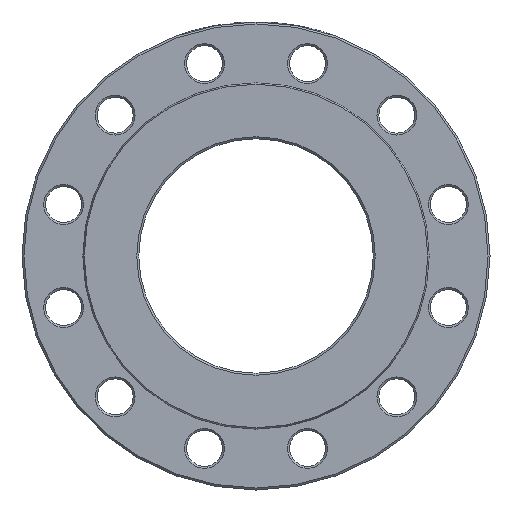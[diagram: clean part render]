
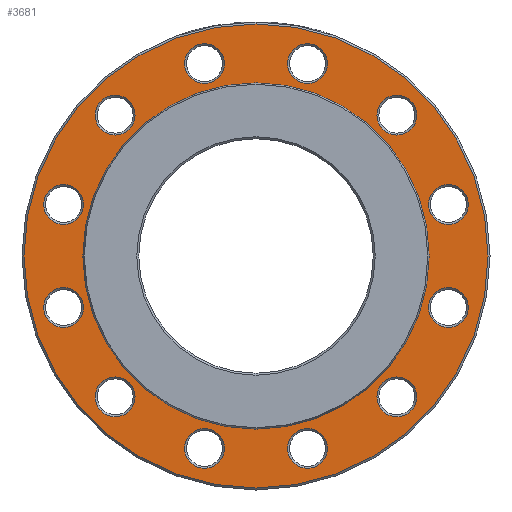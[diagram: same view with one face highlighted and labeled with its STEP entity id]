
A CAD part, left-side view. The second image highlights one B-rep face of the part: STEP entity #3681.
In plain terms, the highlighted planar face has unit normal (-1, 0, 0).
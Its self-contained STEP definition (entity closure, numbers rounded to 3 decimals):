
#7 = CARTESIAN_POINT ( 'NONE',  ( 3., -51.764, 193.185 ) ) ;
#40 = DIRECTION ( 'NONE',  ( 1., 0., 0. ) ) ;
#93 = EDGE_LOOP ( 'NONE', ( #3803 ) ) ;
#98 = FACE_BOUND ( 'NONE', #93, .T. ) ;
#178 = DIRECTION ( 'NONE',  ( -1., 0., 0. ) ) ;
#226 = DIRECTION ( 'NONE',  ( 0., 0., 1. ) ) ;
#267 = DIRECTION ( 'NONE',  ( 0., -0.866, 0.5 ) ) ;
#284 = CARTESIAN_POINT ( 'NONE',  ( 3., 0., 0. ) ) ;
#306 = CARTESIAN_POINT ( 'NONE',  ( 3., 51.764, -193.185 ) ) ;
#328 = CIRCLE ( 'NONE', #5522, 20. ) ;
#335 = VERTEX_POINT ( 'NONE', #2840 ) ;
#342 = AXIS2_PLACEMENT_3D ( 'NONE', #7, #40, #6718 ) ;
#379 = EDGE_LOOP ( 'NONE', ( #5239 ) ) ;
#412 = CARTESIAN_POINT ( 'NONE',  ( 3., -203.185, -34.443 ) ) ;
#482 = VERTEX_POINT ( 'NONE', #2946 ) ;
#606 = CIRCLE ( 'NONE', #2123, 20. ) ;
#611 = EDGE_CURVE ( 'NONE', #1861, #1861, #328, .T. ) ;
#628 = EDGE_LOOP ( 'NONE', ( #4534 ) ) ;
#655 = FACE_BOUND ( 'NONE', #3312, .T. ) ;
#666 = CIRCLE ( 'NONE', #1525, 20. ) ;
#688 = ORIENTED_EDGE ( 'NONE', *, *, #1658, .T. ) ;
#723 = FACE_BOUND ( 'NONE', #2732, .T. ) ;
#794 = ORIENTED_EDGE ( 'NONE', *, *, #6602, .T. ) ;
#849 = DIRECTION ( 'NONE',  ( 1., 0., 0. ) ) ;
#948 = AXIS2_PLACEMENT_3D ( 'NONE', #1202, #1668, #2681 ) ;
#964 = VERTEX_POINT ( 'NONE', #3022 ) ;
#994 = VERTEX_POINT ( 'NONE', #3956 ) ;
#1052 = ORIENTED_EDGE ( 'NONE', *, *, #3628, .T. ) ;
#1055 = CIRCLE ( 'NONE', #4939, 20. ) ;
#1083 = EDGE_CURVE ( 'NONE', #1263, #1263, #3057, .T. ) ;
#1119 = CIRCLE ( 'NONE', #2831, 20. ) ;
#1163 = DIRECTION ( 'NONE',  ( 1., 0., 0. ) ) ;
#1202 = CARTESIAN_POINT ( 'NONE',  ( 3., 173.899, 0. ) ) ;
#1217 = DIRECTION ( 'NONE',  ( 0., 0., 1. ) ) ;
#1263 = VERTEX_POINT ( 'NONE', #3321 ) ;
#1344 = DIRECTION ( 'NONE',  ( 0., 0.866, -0.5 ) ) ;
#1349 = DIRECTION ( 'NONE',  ( 0., 0., -1. ) ) ;
#1384 = EDGE_LOOP ( 'NONE', ( #688 ) ) ;
#1408 = DIRECTION ( 'NONE',  ( 1., 0., 0. ) ) ;
#1432 = VERTEX_POINT ( 'NONE', #3490 ) ;
#1476 = DIRECTION ( 'NONE',  ( 0., -0.866, -0.5 ) ) ;
#1499 = VERTEX_POINT ( 'NONE', #5125 ) ;
#1524 = EDGE_CURVE ( 'NONE', #335, #335, #2070, .T. ) ;
#1525 = AXIS2_PLACEMENT_3D ( 'NONE', #4351, #5410, #5915 ) ;
#1566 = DIRECTION ( 'NONE',  ( 1., 0., 0. ) ) ;
#1581 = CIRCLE ( 'NONE', #5383, 173.899 ) ;
#1594 = EDGE_LOOP ( 'NONE', ( #794 ) ) ;
#1658 = EDGE_CURVE ( 'NONE', #3796, #3796, #1119, .T. ) ;
#1668 = DIRECTION ( 'NONE',  ( 1., 0., 0. ) ) ;
#1712 = ORIENTED_EDGE ( 'NONE', *, *, #1524, .T. ) ;
#1798 = CARTESIAN_POINT ( 'NONE',  ( 3., 131.421, -158.742 ) ) ;
#1801 = PLANE ( 'NONE',  #948 ) ;
#1861 = VERTEX_POINT ( 'NONE', #3923 ) ;
#1948 = EDGE_LOOP ( 'NONE', ( #2891 ) ) ;
#1972 = EDGE_LOOP ( 'NONE', ( #5851 ) ) ;
#2070 = CIRCLE ( 'NONE', #3817, 233. ) ;
#2100 = VERTEX_POINT ( 'NONE', #4135 ) ;
#2104 = EDGE_CURVE ( 'NONE', #6452, #6452, #2468, .T. ) ;
#2123 = AXIS2_PLACEMENT_3D ( 'NONE', #2175, #1566, #6708 ) ;
#2175 = CARTESIAN_POINT ( 'NONE',  ( 3., 51.764, 193.185 ) ) ;
#2207 = VERTEX_POINT ( 'NONE', #3251 ) ;
#2214 = FACE_BOUND ( 'NONE', #3467, .T. ) ;
#2352 = ORIENTED_EDGE ( 'NONE', *, *, #4834, .T. ) ;
#2355 = DIRECTION ( 'NONE',  ( 1., 0., 0. ) ) ;
#2468 = CIRCLE ( 'NONE', #2790, 20. ) ;
#2485 = DIRECTION ( 'NONE',  ( 0., -1., 0. ) ) ;
#2514 = EDGE_CURVE ( 'NONE', #3452, #3452, #5181, .T. ) ;
#2681 = DIRECTION ( 'NONE',  ( 0., 0., -1. ) ) ;
#2713 = FACE_BOUND ( 'NONE', #4573, .T. ) ;
#2732 = EDGE_LOOP ( 'NONE', ( #3529 ) ) ;
#2751 = EDGE_LOOP ( 'NONE', ( #2352 ) ) ;
#2770 = ORIENTED_EDGE ( 'NONE', *, *, #5043, .T. ) ;
#2781 = FACE_BOUND ( 'NONE', #1594, .T. ) ;
#2790 = AXIS2_PLACEMENT_3D ( 'NONE', #4472, #4982, #6634 ) ;
#2792 = CARTESIAN_POINT ( 'NONE',  ( 3., 0., 0. ) ) ;
#2812 = FACE_BOUND ( 'NONE', #1384, .T. ) ;
#2831 = AXIS2_PLACEMENT_3D ( 'NONE', #4933, #3938, #1344 ) ;
#2840 = CARTESIAN_POINT ( 'NONE',  ( 3., 0., -233. ) ) ;
#2883 = DIRECTION ( 'NONE',  ( 1., 0., 0. ) ) ;
#2891 = ORIENTED_EDGE ( 'NONE', *, *, #1083, .T. ) ;
#2946 = CARTESIAN_POINT ( 'NONE',  ( 3., 34.443, -203.185 ) ) ;
#3022 = CARTESIAN_POINT ( 'NONE',  ( 3., 0., 173.899 ) ) ;
#3057 = CIRCLE ( 'NONE', #342, 20. ) ;
#3172 = DIRECTION ( 'NONE',  ( 0., 0.5, 0.866 ) ) ;
#3207 = CIRCLE ( 'NONE', #4833, 20. ) ;
#3251 = CARTESIAN_POINT ( 'NONE',  ( 3., -71.764, -193.185 ) ) ;
#3289 = CARTESIAN_POINT ( 'NONE',  ( 3., 158.742, 131.421 ) ) ;
#3312 = EDGE_LOOP ( 'NONE', ( #1052 ) ) ;
#3321 = CARTESIAN_POINT ( 'NONE',  ( 3., -34.443, 203.185 ) ) ;
#3353 = EDGE_CURVE ( 'NONE', #1499, #1499, #1055, .T. ) ;
#3370 = CIRCLE ( 'NONE', #3801, 20. ) ;
#3452 = VERTEX_POINT ( 'NONE', #4543 ) ;
#3467 = EDGE_LOOP ( 'NONE', ( #4932 ) ) ;
#3490 = CARTESIAN_POINT ( 'NONE',  ( 3., 71.764, 193.185 ) ) ;
#3529 = ORIENTED_EDGE ( 'NONE', *, *, #3353, .T. ) ;
#3543 = CIRCLE ( 'NONE', #4401, 20. ) ;
#3628 = EDGE_CURVE ( 'NONE', #482, #482, #4621, .T. ) ;
#3675 = CARTESIAN_POINT ( 'NONE',  ( 3., -141.421, 141.421 ) ) ;
#3681 = ADVANCED_FACE ( 'NONE', ( #3798, #2812, #4890, #3828, #6321, #723, #5907, #2214, #2781, #655, #2713, #98, #4752, #6426 ), #1801, .F. ) ;
#3796 = VERTEX_POINT ( 'NONE', #3289 ) ;
#3798 = FACE_BOUND ( 'NONE', #379, .T. ) ;
#3801 = AXIS2_PLACEMENT_3D ( 'NONE', #4589, #6675, #2485 ) ;
#3803 = ORIENTED_EDGE ( 'NONE', *, *, #2514, .T. ) ;
#3817 = AXIS2_PLACEMENT_3D ( 'NONE', #284, #6444, #1349 ) ;
#3828 = FACE_BOUND ( 'NONE', #1948, .T. ) ;
#3923 = CARTESIAN_POINT ( 'NONE',  ( 3., -158.742, -131.421 ) ) ;
#3938 = DIRECTION ( 'NONE',  ( 1., 0., 0. ) ) ;
#3956 = CARTESIAN_POINT ( 'NONE',  ( 3., -131.421, 158.742 ) ) ;
#4135 = CARTESIAN_POINT ( 'NONE',  ( 3., 203.185, 34.443 ) ) ;
#4351 = CARTESIAN_POINT ( 'NONE',  ( 3., 193.185, 51.764 ) ) ;
#4396 = DIRECTION ( 'NONE',  ( 0., 0., -1. ) ) ;
#4401 = AXIS2_PLACEMENT_3D ( 'NONE', #3675, #5750, #3172 ) ;
#4472 = CARTESIAN_POINT ( 'NONE',  ( 3., 141.421, -141.421 ) ) ;
#4523 = AXIS2_PLACEMENT_3D ( 'NONE', #6516, #849, #4396 ) ;
#4534 = ORIENTED_EDGE ( 'NONE', *, *, #5674, .F. ) ;
#4543 = CARTESIAN_POINT ( 'NONE',  ( 3., 193.185, -71.764 ) ) ;
#4573 = EDGE_LOOP ( 'NONE', ( #6009 ) ) ;
#4589 = CARTESIAN_POINT ( 'NONE',  ( 3., -51.764, -193.185 ) ) ;
#4621 = CIRCLE ( 'NONE', #6025, 20. ) ;
#4752 = FACE_OUTER_BOUND ( 'NONE', #4825, .T. ) ;
#4825 = EDGE_LOOP ( 'NONE', ( #1712 ) ) ;
#4833 = AXIS2_PLACEMENT_3D ( 'NONE', #6440, #2355, #5987 ) ;
#4834 = EDGE_CURVE ( 'NONE', #994, #994, #3543, .T. ) ;
#4890 = FACE_BOUND ( 'NONE', #5024, .T. ) ;
#4932 = ORIENTED_EDGE ( 'NONE', *, *, #611, .T. ) ;
#4933 = CARTESIAN_POINT ( 'NONE',  ( 3., 141.421, 141.421 ) ) ;
#4939 = AXIS2_PLACEMENT_3D ( 'NONE', #5258, #1163, #226 ) ;
#4982 = DIRECTION ( 'NONE',  ( 1., 0., 0. ) ) ;
#5024 = EDGE_LOOP ( 'NONE', ( #2770 ) ) ;
#5043 = EDGE_CURVE ( 'NONE', #1432, #1432, #606, .T. ) ;
#5125 = CARTESIAN_POINT ( 'NONE',  ( 3., -193.185, 71.764 ) ) ;
#5181 = CIRCLE ( 'NONE', #4523, 20. ) ;
#5239 = ORIENTED_EDGE ( 'NONE', *, *, #6586, .T. ) ;
#5258 = CARTESIAN_POINT ( 'NONE',  ( 3., -193.185, 51.764 ) ) ;
#5343 = EDGE_CURVE ( 'NONE', #5569, #5569, #3207, .T. ) ;
#5376 = CARTESIAN_POINT ( 'NONE',  ( 3., -141.421, -141.421 ) ) ;
#5383 = AXIS2_PLACEMENT_3D ( 'NONE', #2792, #178, #1217 ) ;
#5410 = DIRECTION ( 'NONE',  ( 1., 0., 0. ) ) ;
#5522 = AXIS2_PLACEMENT_3D ( 'NONE', #5376, #2883, #267 ) ;
#5569 = VERTEX_POINT ( 'NONE', #412 ) ;
#5674 = EDGE_CURVE ( 'NONE', #964, #964, #1581, .T. ) ;
#5750 = DIRECTION ( 'NONE',  ( 1., 0., 0. ) ) ;
#5851 = ORIENTED_EDGE ( 'NONE', *, *, #5343, .T. ) ;
#5907 = FACE_BOUND ( 'NONE', #1972, .T. ) ;
#5915 = DIRECTION ( 'NONE',  ( 0., 0.5, -0.866 ) ) ;
#5987 = DIRECTION ( 'NONE',  ( 0., -0.5, 0.866 ) ) ;
#6009 = ORIENTED_EDGE ( 'NONE', *, *, #2104, .T. ) ;
#6025 = AXIS2_PLACEMENT_3D ( 'NONE', #306, #1408, #1476 ) ;
#6321 = FACE_BOUND ( 'NONE', #2751, .T. ) ;
#6426 = FACE_BOUND ( 'NONE', #628, .T. ) ;
#6440 = CARTESIAN_POINT ( 'NONE',  ( 3., -193.185, -51.764 ) ) ;
#6444 = DIRECTION ( 'NONE',  ( -1., 0., 0. ) ) ;
#6452 = VERTEX_POINT ( 'NONE', #1798 ) ;
#6516 = CARTESIAN_POINT ( 'NONE',  ( 3., 193.185, -51.764 ) ) ;
#6586 = EDGE_CURVE ( 'NONE', #2100, #2100, #666, .T. ) ;
#6602 = EDGE_CURVE ( 'NONE', #2207, #2207, #3370, .T. ) ;
#6634 = DIRECTION ( 'NONE',  ( 0., -0.5, -0.866 ) ) ;
#6675 = DIRECTION ( 'NONE',  ( 1., 0., 0. ) ) ;
#6708 = DIRECTION ( 'NONE',  ( 0., 1., 0. ) ) ;
#6718 = DIRECTION ( 'NONE',  ( 0., 0.866, 0.5 ) ) ;
